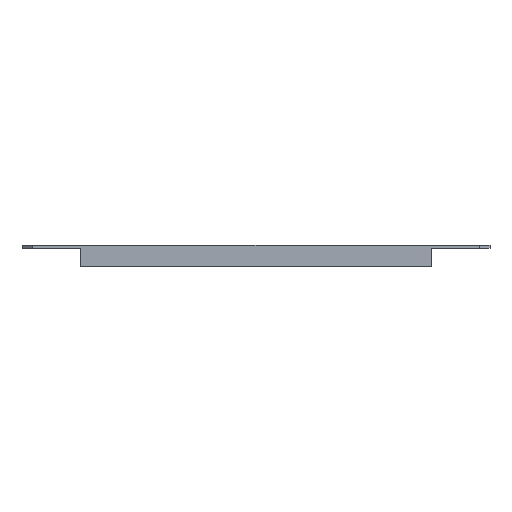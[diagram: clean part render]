
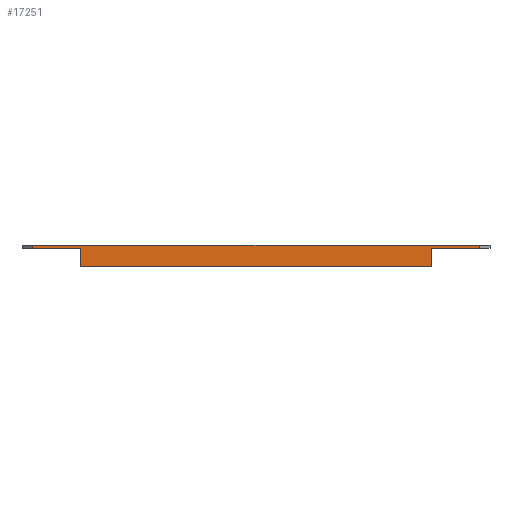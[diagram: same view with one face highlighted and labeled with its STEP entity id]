
A CAD part, front view. The second image highlights one B-rep face of the part: STEP entity #17251.
In plain terms, the highlighted planar face has unit normal (0, -1, 0).
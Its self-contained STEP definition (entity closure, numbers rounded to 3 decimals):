
#37=DIRECTION('',(0.,0.,-1.));
#38=VECTOR('',#37,1.5);
#39=CARTESIAN_POINT('',(6402.362,2488.563,1.5));
#40=LINE('',#39,#38);
#51=DIRECTION('',(1.,0.,0.));
#52=VECTOR('',#51,206.159);
#53=CARTESIAN_POINT('',(6196.203,2488.563,1.5));
#54=LINE('',#53,#52);
#4364=DIRECTION('',(1.,0.,0.));
#4365=VECTOR('',#4364,21.996);
#4366=CARTESIAN_POINT('',(6380.365,2488.563,0.));
#4367=LINE('',#4366,#4365);
#4371=DIRECTION('',(0.,0.,-1.));
#4372=VECTOR('',#4371,8.5);
#4373=CARTESIAN_POINT('',(6218.199,2488.563,0.));
#4374=LINE('',#4373,#4372);
#4378=DIRECTION('',(1.,0.,0.));
#4379=VECTOR('',#4378,21.996);
#4380=CARTESIAN_POINT('',(6196.203,2488.563,0.));
#4381=LINE('',#4380,#4379);
#4385=DIRECTION('',(0.,0.,-1.));
#4386=VECTOR('',#4385,1.5);
#4387=CARTESIAN_POINT('',(6196.203,2488.563,1.5));
#4388=LINE('',#4387,#4386);
#13059=DIRECTION('',(1.,0.,0.));
#13060=VECTOR('',#13059,162.167);
#13061=CARTESIAN_POINT('',(6218.199,2488.563,-8.5));
#13062=LINE('',#13061,#13060);
#13087=DIRECTION('',(0.,0.,-1.));
#13088=VECTOR('',#13087,8.5);
#13089=CARTESIAN_POINT('',(6380.365,2488.563,0.));
#13090=LINE('',#13089,#13088);
#13157=CARTESIAN_POINT('',(6402.362,2488.563,1.5));
#13159=VERTEX_POINT('',#13157);
#13161=CARTESIAN_POINT('',(6402.362,2488.563,0.));
#13162=VERTEX_POINT('',#13161);
#13165=CARTESIAN_POINT('',(6196.203,2488.563,1.5));
#13166=VERTEX_POINT('',#13165);
#13167=CARTESIAN_POINT('',(6196.203,2488.563,0.));
#13168=VERTEX_POINT('',#13167);
#15629=CARTESIAN_POINT('',(6218.199,2488.563,-8.5));
#15630=CARTESIAN_POINT('',(6380.365,2488.563,-8.5));
#15631=VERTEX_POINT('',#15629);
#15632=VERTEX_POINT('',#15630);
#15645=CARTESIAN_POINT('',(6380.365,2488.563,0.));
#15647=VERTEX_POINT('',#15645);
#15651=CARTESIAN_POINT('',(6218.199,2488.563,0.));
#15652=VERTEX_POINT('',#15651);
#17230=CARTESIAN_POINT('',(6299.282,2488.563,0.));
#17231=DIRECTION('',(0.,-1.,0.));
#17232=DIRECTION('',(1.,0.,0.));
#17233=AXIS2_PLACEMENT_3D('',#17230,#17231,#17232);
#17234=PLANE('',#17233);
#17236=ORIENTED_EDGE('',*,*,#17235,.F.);
#17238=ORIENTED_EDGE('',*,*,#17237,.T.);
#17240=ORIENTED_EDGE('',*,*,#17239,.F.);
#17242=ORIENTED_EDGE('',*,*,#17241,.F.);
#17244=ORIENTED_EDGE('',*,*,#17243,.F.);
#17246=ORIENTED_EDGE('',*,*,#17245,.F.);
#17247=ORIENTED_EDGE('',*,*,#15682,.T.);
#17248=ORIENTED_EDGE('',*,*,#15664,.T.);
#17249=EDGE_LOOP('',(#17236,#17238,#17240,#17242,#17244,#17246,#17247,#17248));
#17250=FACE_OUTER_BOUND('',#17249,.F.);
#15664=EDGE_CURVE('',#13159,#13162,#40,.T.);
#15682=EDGE_CURVE('',#13166,#13159,#54,.T.);
#17235=EDGE_CURVE('',#15647,#13162,#4367,.T.);
#17237=EDGE_CURVE('',#15647,#15632,#13090,.T.);
#17239=EDGE_CURVE('',#15631,#15632,#13062,.T.);
#17241=EDGE_CURVE('',#15652,#15631,#4374,.T.);
#17243=EDGE_CURVE('',#13168,#15652,#4381,.T.);
#17245=EDGE_CURVE('',#13166,#13168,#4388,.T.);
#17251=ADVANCED_FACE('',(#17250),#17234,.T.);
